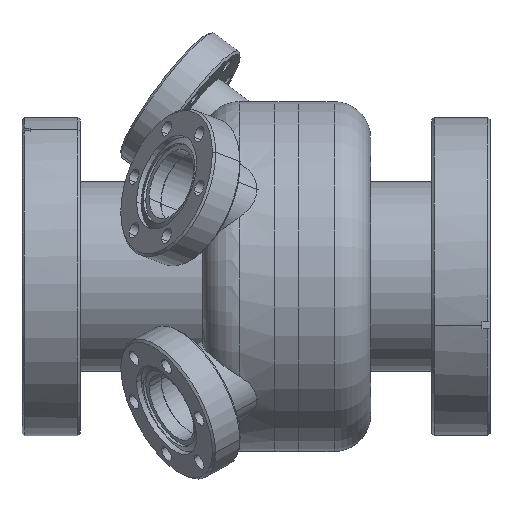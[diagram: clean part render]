
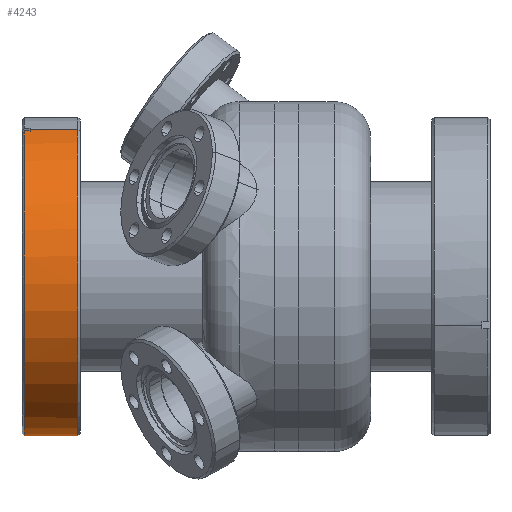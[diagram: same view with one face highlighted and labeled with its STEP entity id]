
A CAD part, left-side view. The second image highlights one B-rep face of the part: STEP entity #4243.
In plain terms, the highlighted cylindrical face has radius 34.671 mm (diameter 69.342 mm), a partial arc.
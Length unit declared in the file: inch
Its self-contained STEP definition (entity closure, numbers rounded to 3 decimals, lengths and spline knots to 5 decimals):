
#425 = LINE ( 'NONE', #7682, #8175 ) ;
#455 = VERTEX_POINT ( 'NONE', #10049 ) ;
#760 = VECTOR ( 'NONE', #1754, 39.37008 ) ;
#895 = CIRCLE ( 'NONE', #1693, 1.365 ) ;
#903 = DIRECTION ( 'NONE',  ( 0., 1., 0. ) ) ;
#1693 = AXIS2_PLACEMENT_3D ( 'NONE', #12293, #4011, #12076 ) ;
#1748 = CARTESIAN_POINT ( 'NONE',  ( -0.52236, 3.943, 1.2611 ) ) ;
#1754 = DIRECTION ( 'NONE',  ( 0., 1., 0. ) ) ;
#1883 = DIRECTION ( 'NONE',  ( 0., 1., 0. ) ) ;
#1917 = LINE ( 'NONE', #5816, #12375 ) ;
#1940 = ORIENTED_EDGE ( 'NONE', *, *, #5906, .F. ) ;
#2406 = VERTEX_POINT ( 'NONE', #1748 ) ;
#2698 = CYLINDRICAL_SURFACE ( 'NONE', #5866, 1.365 ) ;
#2857 = AXIS2_PLACEMENT_3D ( 'NONE', #13052, #903, #12259 ) ;
#2996 = AXIS2_PLACEMENT_3D ( 'NONE', #10091, #4059, #11099 ) ;
#3102 = EDGE_CURVE ( 'NONE', #10903, #7235, #895, .T. ) ;
#3128 = CARTESIAN_POINT ( 'NONE',  ( 0., 3.533, 0. ) ) ;
#4011 = DIRECTION ( 'NONE',  ( 0., -1., 0. ) ) ;
#4021 = EDGE_CURVE ( 'NONE', #455, #5910, #4943, .T. ) ;
#4059 = DIRECTION ( 'NONE',  ( 0., 1., 0. ) ) ;
#4243 = ADVANCED_FACE ( 'NONE', ( #4303 ), #2698, .T. ) ;
#4303 = FACE_OUTER_BOUND ( 'NONE', #8295, .T. ) ;
#4427 = CARTESIAN_POINT ( 'NONE',  ( -0.55087, 3.943, 1.24891 ) ) ;
#4514 = CARTESIAN_POINT ( 'NONE',  ( -0.52236, 3.533, 1.2611 ) ) ;
#4821 = CARTESIAN_POINT ( 'NONE',  ( -0.55087, 3.943, 1.24891 ) ) ;
#4867 = EDGE_CURVE ( 'NONE', #11815, #10903, #6171, .T. ) ;
#4943 = CIRCLE ( 'NONE', #13056, 1.365 ) ;
#5301 = CIRCLE ( 'NONE', #2857, 1.365 ) ;
#5480 = DIRECTION ( 'NONE',  ( 0., 1., 0. ) ) ;
#5816 = CARTESIAN_POINT ( 'NONE',  ( -0.52236, 4.013, 1.2611 ) ) ;
#5866 = AXIS2_PLACEMENT_3D ( 'NONE', #10904, #6162, #12291 ) ;
#5906 = EDGE_CURVE ( 'NONE', #8851, #9994, #5301, .T. ) ;
#5910 = VERTEX_POINT ( 'NONE', #4514 ) ;
#5914 = ORIENTED_EDGE ( 'NONE', *, *, #8249, .F. ) ;
#6162 = DIRECTION ( 'NONE',  ( 0., 1., 0. ) ) ;
#6171 = LINE ( 'NONE', #4427, #760 ) ;
#6294 = DIRECTION ( 'NONE',  ( 0.383, 0., -0.924 ) ) ;
#6620 = ORIENTED_EDGE ( 'NONE', *, *, #8877, .F. ) ;
#6960 = CARTESIAN_POINT ( 'NONE',  ( 0.52236, 4.013, -1.2611 ) ) ;
#7034 = LINE ( 'NONE', #6960, #12451 ) ;
#7235 = VERTEX_POINT ( 'NONE', #10931 ) ;
#7504 = EDGE_CURVE ( 'NONE', #5910, #2406, #1917, .T. ) ;
#7682 = CARTESIAN_POINT ( 'NONE',  ( 0.49359, 3.943, -1.27263 ) ) ;
#8175 = VECTOR ( 'NONE', #9915, 39.37008 ) ;
#8249 = EDGE_CURVE ( 'NONE', #9994, #7235, #425, .T. ) ;
#8295 = EDGE_LOOP ( 'NONE', ( #11362, #9637, #10123, #6620, #8513, #13049, #5914, #1940 ) ) ;
#8513 = ORIENTED_EDGE ( 'NONE', *, *, #4867, .T. ) ;
#8851 = VERTEX_POINT ( 'NONE', #9010 ) ;
#8877 = EDGE_CURVE ( 'NONE', #11815, #2406, #11537, .T. ) ;
#9010 = CARTESIAN_POINT ( 'NONE',  ( 0.52236, 3.943, -1.2611 ) ) ;
#9366 = EDGE_CURVE ( 'NONE', #455, #8851, #7034, .T. ) ;
#9637 = ORIENTED_EDGE ( 'NONE', *, *, #4021, .T. ) ;
#9874 = CARTESIAN_POINT ( 'NONE',  ( -0.55087, 3.993, 1.24891 ) ) ;
#9915 = DIRECTION ( 'NONE',  ( 0., 1., 0. ) ) ;
#9994 = VERTEX_POINT ( 'NONE', #13086 ) ;
#10049 = CARTESIAN_POINT ( 'NONE',  ( 0.52236, 3.533, -1.2611 ) ) ;
#10091 = CARTESIAN_POINT ( 'NONE',  ( 0., 3.943, 0. ) ) ;
#10123 = ORIENTED_EDGE ( 'NONE', *, *, #7504, .T. ) ;
#10788 = DIRECTION ( 'NONE',  ( 0., 1., 0. ) ) ;
#10903 = VERTEX_POINT ( 'NONE', #9874 ) ;
#10904 = CARTESIAN_POINT ( 'NONE',  ( 0., 4.013, 0. ) ) ;
#10931 = CARTESIAN_POINT ( 'NONE',  ( 0.49359, 3.993, -1.27263 ) ) ;
#11099 = DIRECTION ( 'NONE',  ( -0.383, 0., 0.924 ) ) ;
#11362 = ORIENTED_EDGE ( 'NONE', *, *, #9366, .F. ) ;
#11537 = CIRCLE ( 'NONE', #2996, 1.365 ) ;
#11815 = VERTEX_POINT ( 'NONE', #4821 ) ;
#12076 = DIRECTION ( 'NONE',  ( -0.383, 0., 0.924 ) ) ;
#12259 = DIRECTION ( 'NONE',  ( -0.383, 0., 0.924 ) ) ;
#12291 = DIRECTION ( 'NONE',  ( -0.383, 0., 0.924 ) ) ;
#12293 = CARTESIAN_POINT ( 'NONE',  ( 0., 3.993, 0. ) ) ;
#12375 = VECTOR ( 'NONE', #5480, 39.37008 ) ;
#12451 = VECTOR ( 'NONE', #1883, 39.37008 ) ;
#13049 = ORIENTED_EDGE ( 'NONE', *, *, #3102, .T. ) ;
#13052 = CARTESIAN_POINT ( 'NONE',  ( 0., 3.943, 0. ) ) ;
#13056 = AXIS2_PLACEMENT_3D ( 'NONE', #3128, #10788, #6294 ) ;
#13086 = CARTESIAN_POINT ( 'NONE',  ( 0.49359, 3.943, -1.27263 ) ) ;
